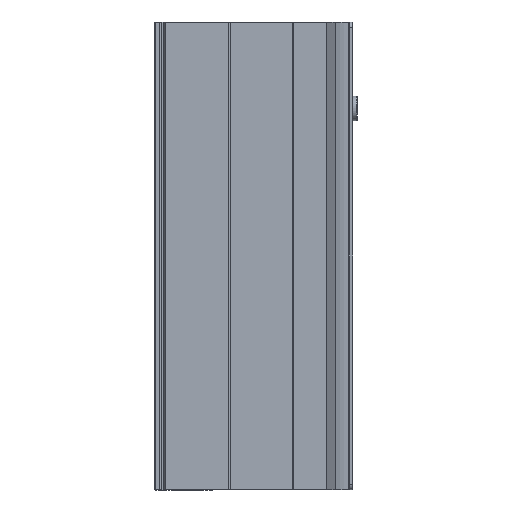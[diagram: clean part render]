
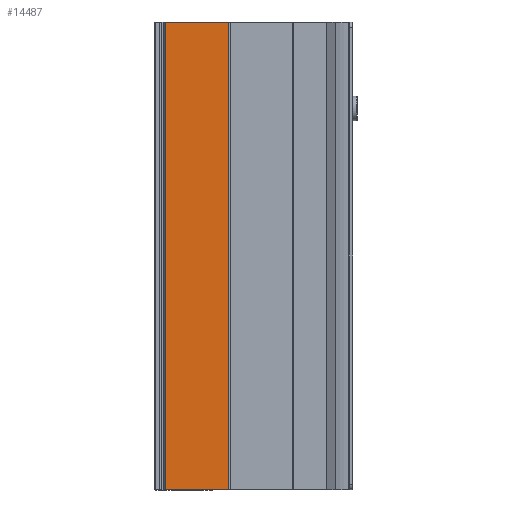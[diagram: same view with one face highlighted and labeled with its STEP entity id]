
A CAD part, front view. The second image highlights one B-rep face of the part: STEP entity #14487.
In plain terms, the highlighted planar face has unit normal (0, -1, 0).
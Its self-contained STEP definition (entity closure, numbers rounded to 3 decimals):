
#2289=ORIENTED_EDGE('',*,*,#5625,.T.);
#2290=ORIENTED_EDGE('',*,*,#5720,.F.);
#2291=ORIENTED_EDGE('',*,*,#5546,.F.);
#2292=ORIENTED_EDGE('',*,*,#5719,.T.);
#5546=EDGE_CURVE('',#7289,#7290,#8710,.T.);
#5625=EDGE_CURVE('',#7368,#7367,#8740,.T.);
#5719=EDGE_CURVE('',#7289,#7368,#8790,.T.);
#5720=EDGE_CURVE('',#7290,#7367,#8791,.T.);
#7289=VERTEX_POINT('',#23362);
#7290=VERTEX_POINT('',#23364);
#7367=VERTEX_POINT('',#23520);
#7368=VERTEX_POINT('',#23522);
#8710=LINE('',#23363,#9331);
#8740=LINE('',#23521,#9361);
#8790=LINE('',#23847,#9411);
#8791=LINE('',#23849,#9412);
#9331=VECTOR('',#18302,1000.);
#9361=VECTOR('',#18432,1000.);
#9411=VECTOR('',#18590,1000.);
#9412=VECTOR('',#18593,1000.);
#9955=EDGE_LOOP('',(#2289,#2290,#2291,#2292));
#12038=FACE_BOUND('',#9955,.T.);
#14055=PLANE('',#16053);
#14487=ADVANCED_FACE('',(#12038),#14055,.F.);
#16053=AXIS2_PLACEMENT_3D('',#23848,#18591,#18592);
#18302=DIRECTION('',(1.,0.,0.));
#18432=DIRECTION('',(1.,0.,0.));
#18590=DIRECTION('',(0.,0.,-1.));
#18591=DIRECTION('',(0.,1.,0.));
#18592=DIRECTION('',(0.,0.,1.));
#18593=DIRECTION('',(0.,0.,-1.));
#23362=CARTESIAN_POINT('',(69.,-23.,268.));
#23363=CARTESIAN_POINT('',(69.,-23.,268.));
#23364=CARTESIAN_POINT('',(105.5,-23.,268.));
#23520=CARTESIAN_POINT('',(105.5,-23.,0.));
#23521=CARTESIAN_POINT('',(69.,-23.,0.));
#23522=CARTESIAN_POINT('',(69.,-23.,0.));
#23847=CARTESIAN_POINT('',(69.,-23.,268.));
#23848=CARTESIAN_POINT('',(69.,-23.,268.));
#23849=CARTESIAN_POINT('',(105.5,-23.,268.));
